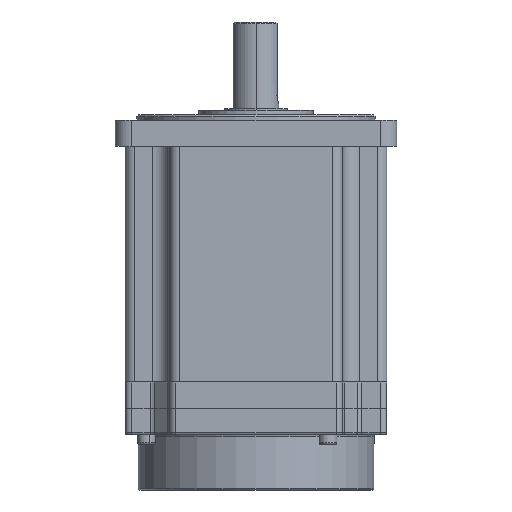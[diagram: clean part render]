
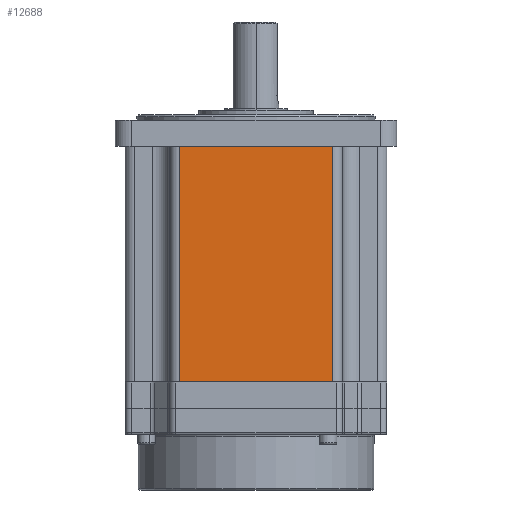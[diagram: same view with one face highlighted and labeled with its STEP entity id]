
A CAD part, front view. The second image highlights one B-rep face of the part: STEP entity #12688.
In plain terms, the highlighted planar face has unit normal (0, -1, 0).
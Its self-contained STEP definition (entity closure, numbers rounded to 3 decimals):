
#792 = EDGE_CURVE ( 'NONE', #22382, #48298, #23913, .T. ) ;
#3506 = VECTOR ( 'NONE', #35516, 1000. ) ;
#5312 = ORIENTED_EDGE ( 'NONE', *, *, #792, .T. ) ;
#6344 = DIRECTION ( 'NONE',  ( 0., 0., 1. ) ) ;
#6634 = PLANE ( 'NONE',  #8207 ) ;
#7149 = VECTOR ( 'NONE', #14667, 1000. ) ;
#8207 = AXIS2_PLACEMENT_3D ( 'NONE', #33819, #32955, #6344 ) ;
#8942 = CARTESIAN_POINT ( 'NONE',  ( -23.5, -40., 72. ) ) ;
#10306 = CARTESIAN_POINT ( 'NONE',  ( 23.5, -40., 72. ) ) ;
#10885 = DIRECTION ( 'NONE',  ( 0., 0., 1. ) ) ;
#12688 = ADVANCED_FACE ( 'NONE', ( #24268 ), #6634, .F. ) ;
#13537 = VERTEX_POINT ( 'NONE', #55216 ) ;
#14667 = DIRECTION ( 'NONE',  ( 1., 0., 0. ) ) ;
#17313 = CARTESIAN_POINT ( 'NONE',  ( -40., -40., 72. ) ) ;
#19189 = VECTOR ( 'NONE', #10885, 1000. ) ;
#19684 = CARTESIAN_POINT ( 'NONE',  ( -23.5, -40., 72. ) ) ;
#20835 = VECTOR ( 'NONE', #44933, 1000. ) ;
#22382 = VERTEX_POINT ( 'NONE', #39694 ) ;
#23913 = LINE ( 'NONE', #38417, #7149 ) ;
#24268 = FACE_OUTER_BOUND ( 'NONE', #56803, .T. ) ;
#28354 = CARTESIAN_POINT ( 'NONE',  ( 23.5, -40., 0. ) ) ;
#31315 = LINE ( 'NONE', #8942, #20835 ) ;
#32955 = DIRECTION ( 'NONE',  ( 0., 1., 0. ) ) ;
#33302 = VERTEX_POINT ( 'NONE', #19684 ) ;
#33819 = CARTESIAN_POINT ( 'NONE',  ( -40., -40., 72. ) ) ;
#33937 = EDGE_CURVE ( 'NONE', #33302, #13537, #58004, .T. ) ;
#34740 = ORIENTED_EDGE ( 'NONE', *, *, #33937, .F. ) ;
#35516 = DIRECTION ( 'NONE',  ( 1., 0., 0. ) ) ;
#35712 = ORIENTED_EDGE ( 'NONE', *, *, #46842, .T. ) ;
#38417 = CARTESIAN_POINT ( 'NONE',  ( -40., -40., 0. ) ) ;
#39694 = CARTESIAN_POINT ( 'NONE',  ( -23.5, -40., 0. ) ) ;
#42094 = LINE ( 'NONE', #10306, #19189 ) ;
#43997 = EDGE_CURVE ( 'NONE', #33302, #22382, #31315, .T. ) ;
#44933 = DIRECTION ( 'NONE',  ( 0., 0., -1. ) ) ;
#45936 = ORIENTED_EDGE ( 'NONE', *, *, #43997, .T. ) ;
#46842 = EDGE_CURVE ( 'NONE', #48298, #13537, #42094, .T. ) ;
#48298 = VERTEX_POINT ( 'NONE', #28354 ) ;
#55216 = CARTESIAN_POINT ( 'NONE',  ( 23.5, -40., 72. ) ) ;
#56803 = EDGE_LOOP ( 'NONE', ( #34740, #45936, #5312, #35712 ) ) ;
#58004 = LINE ( 'NONE', #17313, #3506 ) ;
